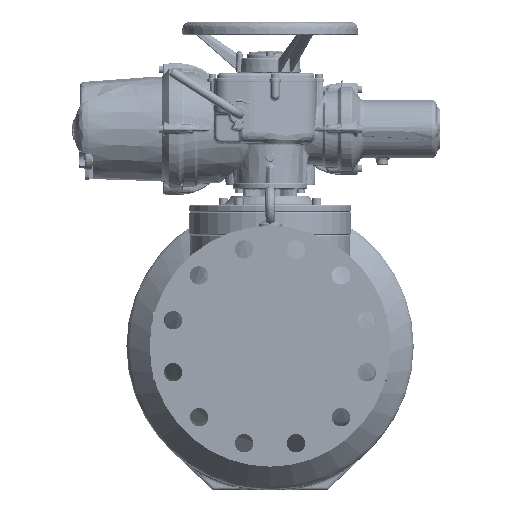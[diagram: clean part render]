
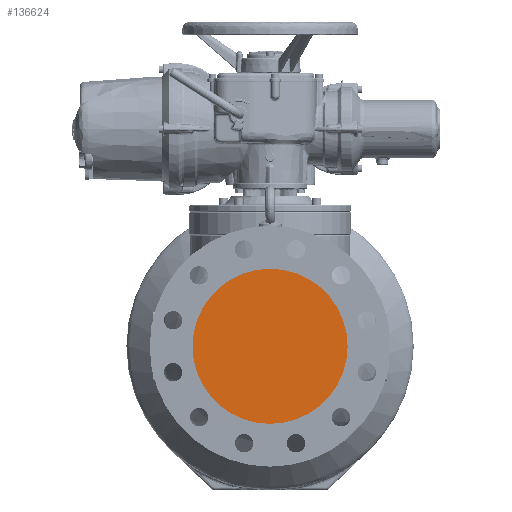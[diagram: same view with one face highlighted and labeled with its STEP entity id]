
A CAD part, left-side view. The second image highlights one B-rep face of the part: STEP entity #136624.
In plain terms, the highlighted planar face has unit normal (-1, 0, 0).
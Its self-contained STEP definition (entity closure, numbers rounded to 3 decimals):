
#41563 = AXIS2_PLACEMENT_3D ( 'NONE', #188983, #221366, #322853 ) ;
#44980 = VERTEX_POINT ( 'NONE', #62593 ) ;
#56558 = CARTESIAN_POINT ( 'NONE',  ( -428., 0., 0. ) ) ;
#62593 = CARTESIAN_POINT ( 'NONE',  ( -428., 0., 134.95 ) ) ;
#64606 = AXIS2_PLACEMENT_3D ( 'NONE', #94093, #195508, #91215 ) ;
#73457 = CIRCLE ( 'NONE', #64606, 134.95 ) ;
#91215 = DIRECTION ( 'NONE',  ( 0., 0., -1. ) ) ;
#94093 = CARTESIAN_POINT ( 'NONE',  ( -428., 0., 0. ) ) ;
#119741 = DIRECTION ( 'NONE',  ( 0., 0., -1. ) ) ;
#136624 = ADVANCED_FACE ( 'NONE', ( #257358 ), #391841, .F. ) ;
#141852 = CARTESIAN_POINT ( 'NONE',  ( -428., 0., -134.95 ) ) ;
#162073 = EDGE_LOOP ( 'NONE', ( #249014, #163743 ) ) ;
#163743 = ORIENTED_EDGE ( 'NONE', *, *, #426790, .F. ) ;
#188983 = CARTESIAN_POINT ( 'NONE',  ( -428., 0., -134.95 ) ) ;
#195508 = DIRECTION ( 'NONE',  ( 1., 0., 0. ) ) ;
#221366 = DIRECTION ( 'NONE',  ( 1., 0., 0. ) ) ;
#249014 = ORIENTED_EDGE ( 'NONE', *, *, #340292, .F. ) ;
#257358 = FACE_OUTER_BOUND ( 'NONE', #162073, .T. ) ;
#264134 = AXIS2_PLACEMENT_3D ( 'NONE', #56558, #321181, #119741 ) ;
#321181 = DIRECTION ( 'NONE',  ( 1., 0., 0. ) ) ;
#322853 = DIRECTION ( 'NONE',  ( 0., 0., -1. ) ) ;
#330980 = VERTEX_POINT ( 'NONE', #141852 ) ;
#340292 = EDGE_CURVE ( 'NONE', #330980, #44980, #73457, .T. ) ;
#352948 = CIRCLE ( 'NONE', #264134, 134.95 ) ;
#391841 = PLANE ( 'NONE',  #41563 ) ;
#426790 = EDGE_CURVE ( 'NONE', #44980, #330980, #352948, .T. ) ;
